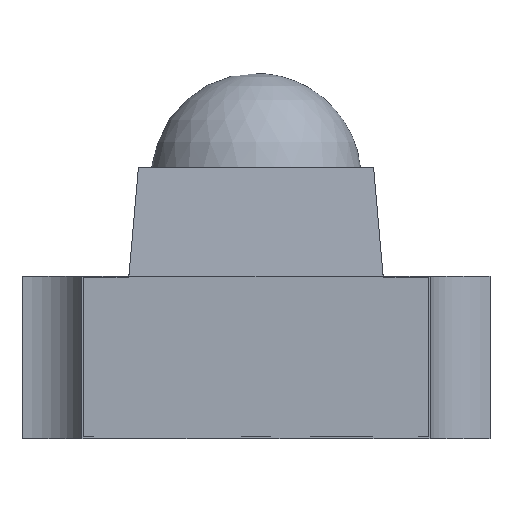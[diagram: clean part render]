
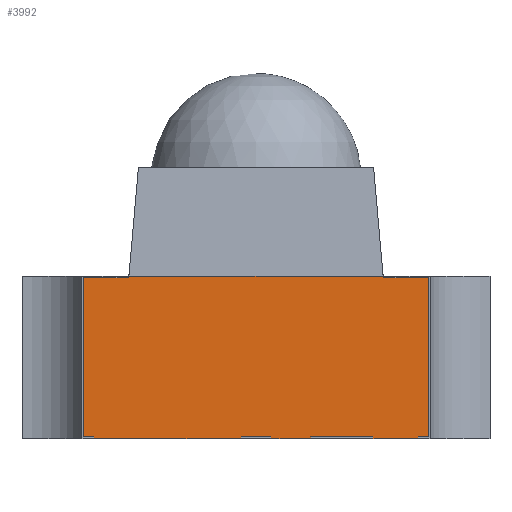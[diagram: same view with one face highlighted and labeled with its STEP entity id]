
A CAD part, front view. The second image highlights one B-rep face of the part: STEP entity #3992.
In plain terms, the highlighted planar face has unit normal (0, -1, 0).
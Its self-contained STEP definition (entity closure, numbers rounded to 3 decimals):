
#133=ORIENTED_EDGE('',*,*,#1118,.T.);
#134=ORIENTED_EDGE('',*,*,#1119,.T.);
#135=ORIENTED_EDGE('',*,*,#1120,.T.);
#136=ORIENTED_EDGE('',*,*,#1121,.T.);
#137=ORIENTED_EDGE('',*,*,#1122,.F.);
#138=ORIENTED_EDGE('',*,*,#1123,.F.);
#139=ORIENTED_EDGE('',*,*,#1124,.T.);
#140=ORIENTED_EDGE('',*,*,#1125,.T.);
#141=ORIENTED_EDGE('',*,*,#1126,.F.);
#142=ORIENTED_EDGE('',*,*,#1127,.F.);
#143=ORIENTED_EDGE('',*,*,#1128,.F.);
#144=ORIENTED_EDGE('',*,*,#1129,.T.);
#145=ORIENTED_EDGE('',*,*,#1130,.F.);
#146=ORIENTED_EDGE('',*,*,#1131,.F.);
#147=ORIENTED_EDGE('',*,*,#1132,.F.);
#148=ORIENTED_EDGE('',*,*,#1133,.F.);
#149=ORIENTED_EDGE('',*,*,#1134,.F.);
#150=ORIENTED_EDGE('',*,*,#1135,.T.);
#151=ORIENTED_EDGE('',*,*,#1136,.T.);
#152=ORIENTED_EDGE('',*,*,#1137,.F.);
#153=ORIENTED_EDGE('',*,*,#1138,.F.);
#154=ORIENTED_EDGE('',*,*,#1139,.T.);
#155=ORIENTED_EDGE('',*,*,#1140,.T.);
#156=ORIENTED_EDGE('',*,*,#1141,.F.);
#157=ORIENTED_EDGE('',*,*,#1142,.T.);
#158=ORIENTED_EDGE('',*,*,#1143,.T.);
#159=ORIENTED_EDGE('',*,*,#1144,.T.);
#160=ORIENTED_EDGE('',*,*,#1145,.F.);
#1118=EDGE_CURVE('',#1610,#1611,#1940,.T.);
#1119=EDGE_CURVE('',#1611,#1612,#1941,.T.);
#1120=EDGE_CURVE('',#1612,#1613,#1942,.T.);
#1121=EDGE_CURVE('',#1613,#1614,#1943,.T.);
#1122=EDGE_CURVE('',#1615,#1614,#1944,.T.);
#1123=EDGE_CURVE('',#1616,#1615,#1945,.T.);
#1124=EDGE_CURVE('',#1616,#1617,#1946,.T.);
#1125=EDGE_CURVE('',#1617,#1618,#1947,.T.);
#1126=EDGE_CURVE('',#1619,#1618,#1948,.T.);
#1127=EDGE_CURVE('',#1620,#1619,#1949,.T.);
#1128=EDGE_CURVE('',#1621,#1620,#1950,.T.);
#1129=EDGE_CURVE('',#1621,#1622,#1951,.T.);
#1130=EDGE_CURVE('',#1623,#1622,#1952,.T.);
#1131=EDGE_CURVE('',#1624,#1623,#1953,.T.);
#1132=EDGE_CURVE('',#1625,#1624,#1954,.T.);
#1133=EDGE_CURVE('',#1626,#1625,#1955,.T.);
#1134=EDGE_CURVE('',#1627,#1626,#1956,.T.);
#1135=EDGE_CURVE('',#1627,#1628,#1957,.T.);
#1136=EDGE_CURVE('',#1628,#1629,#1958,.T.);
#1137=EDGE_CURVE('',#1630,#1629,#1959,.T.);
#1138=EDGE_CURVE('',#1631,#1630,#1960,.T.);
#1139=EDGE_CURVE('',#1631,#1632,#1961,.T.);
#1140=EDGE_CURVE('',#1632,#1633,#1962,.T.);
#1141=EDGE_CURVE('',#1634,#1633,#1963,.T.);
#1142=EDGE_CURVE('',#1634,#1635,#1964,.T.);
#1143=EDGE_CURVE('',#1635,#1636,#1965,.T.);
#1144=EDGE_CURVE('',#1636,#1637,#1966,.T.);
#1145=EDGE_CURVE('',#1610,#1637,#1967,.T.);
#1610=VERTEX_POINT('',#5395);
#1611=VERTEX_POINT('',#5396);
#1612=VERTEX_POINT('',#5398);
#1613=VERTEX_POINT('',#5400);
#1614=VERTEX_POINT('',#5402);
#1615=VERTEX_POINT('',#5404);
#1616=VERTEX_POINT('',#5406);
#1617=VERTEX_POINT('',#5408);
#1618=VERTEX_POINT('',#5410);
#1619=VERTEX_POINT('',#5412);
#1620=VERTEX_POINT('',#5414);
#1621=VERTEX_POINT('',#5416);
#1622=VERTEX_POINT('',#5418);
#1623=VERTEX_POINT('',#5420);
#1624=VERTEX_POINT('',#5422);
#1625=VERTEX_POINT('',#5424);
#1626=VERTEX_POINT('',#5426);
#1627=VERTEX_POINT('',#5428);
#1628=VERTEX_POINT('',#5430);
#1629=VERTEX_POINT('',#5432);
#1630=VERTEX_POINT('',#5434);
#1631=VERTEX_POINT('',#5436);
#1632=VERTEX_POINT('',#5438);
#1633=VERTEX_POINT('',#5440);
#1634=VERTEX_POINT('',#5442);
#1635=VERTEX_POINT('',#5444);
#1636=VERTEX_POINT('',#5446);
#1637=VERTEX_POINT('',#5448);
#1940=LINE('',#5394,#2408);
#1941=LINE('',#5397,#2409);
#1942=LINE('',#5399,#2410);
#1943=LINE('',#5401,#2411);
#1944=LINE('',#5403,#2412);
#1945=LINE('',#5405,#2413);
#1946=LINE('',#5407,#2414);
#1947=LINE('',#5409,#2415);
#1948=LINE('',#5411,#2416);
#1949=LINE('',#5413,#2417);
#1950=LINE('',#5415,#2418);
#1951=LINE('',#5417,#2419);
#1952=LINE('',#5419,#2420);
#1953=LINE('',#5421,#2421);
#1954=LINE('',#5423,#2422);
#1955=LINE('',#5425,#2423);
#1956=LINE('',#5427,#2424);
#1957=LINE('',#5429,#2425);
#1958=LINE('',#5431,#2426);
#1959=LINE('',#5433,#2427);
#1960=LINE('',#5435,#2428);
#1961=LINE('',#5437,#2429);
#1962=LINE('',#5439,#2430);
#1963=LINE('',#5441,#2431);
#1964=LINE('',#5443,#2432);
#1965=LINE('',#5445,#2433);
#1966=LINE('',#5447,#2434);
#1967=LINE('',#5449,#2435);
#2408=VECTOR('',#4464,1000.);
#2409=VECTOR('',#4465,1000.);
#2410=VECTOR('',#4466,1000.);
#2411=VECTOR('',#4467,1000.);
#2412=VECTOR('',#4468,1000.);
#2413=VECTOR('',#4469,1000.);
#2414=VECTOR('',#4470,1000.);
#2415=VECTOR('',#4471,1000.);
#2416=VECTOR('',#4472,1000.);
#2417=VECTOR('',#4473,1000.);
#2418=VECTOR('',#4474,1000.);
#2419=VECTOR('',#4475,1000.);
#2420=VECTOR('',#4476,1000.);
#2421=VECTOR('',#4477,1000.);
#2422=VECTOR('',#4478,1000.);
#2423=VECTOR('',#4479,1000.);
#2424=VECTOR('',#4480,1000.);
#2425=VECTOR('',#4481,1000.);
#2426=VECTOR('',#4482,1000.);
#2427=VECTOR('',#4483,1000.);
#2428=VECTOR('',#4484,1000.);
#2429=VECTOR('',#4485,1000.);
#2430=VECTOR('',#4486,1000.);
#2431=VECTOR('',#4487,1000.);
#2432=VECTOR('',#4488,1000.);
#2433=VECTOR('',#4489,1000.);
#2434=VECTOR('',#4490,1000.);
#2435=VECTOR('',#4491,1000.);
#2826=EDGE_LOOP('',(#133,#134,#135,#136,#137,#138,#139,#140,#141,#142,#143,
#144,#145,#146,#147,#148,#149,#150,#151,#152,#153,#154,#155,#156,#157,#158,
#159,#160));
#3006=FACE_BOUND('',#2826,.T.);
#3185=PLANE('',#4195);
#3992=ADVANCED_FACE('',(#3006),#3185,.F.);
#4195=AXIS2_PLACEMENT_3D('',#5393,#4462,#4463);
#4462=DIRECTION('',(0.,1.,0.));
#4463=DIRECTION('',(0.,0.,1.));
#4464=DIRECTION('',(1.,0.,0.));
#4465=DIRECTION('',(0.,0.,1.));
#4466=DIRECTION('',(-1.,0.,0.));
#4467=DIRECTION('',(0.,0.,1.));
#4468=DIRECTION('',(1.,0.,0.));
#4469=DIRECTION('',(0.,0.,1.));
#4470=DIRECTION('',(-1.,0.,0.));
#4471=DIRECTION('',(0.,0.,1.));
#4472=DIRECTION('',(1.,0.,0.));
#4473=DIRECTION('',(0.,0.,1.));
#4474=DIRECTION('',(1.,0.,0.));
#4475=DIRECTION('',(0.,0.,1.));
#4476=DIRECTION('',(1.,0.,0.));
#4477=DIRECTION('',(0.,0.,1.));
#4478=DIRECTION('',(1.,0.,0.));
#4479=DIRECTION('',(0.,0.,1.));
#4480=DIRECTION('',(-1.,0.,0.));
#4481=DIRECTION('',(0.,0.,-1.));
#4482=DIRECTION('',(1.,0.,0.));
#4483=DIRECTION('',(0.,0.,-1.));
#4484=DIRECTION('',(-1.,0.,0.));
#4485=DIRECTION('',(0.,0.,-1.));
#4486=DIRECTION('',(1.,0.,0.));
#4487=DIRECTION('',(0.,0.,-1.));
#4488=DIRECTION('',(1.,0.,0.));
#4489=DIRECTION('',(0.,0.,-1.));
#4490=DIRECTION('',(1.,0.,0.));
#4491=DIRECTION('',(0.,0.,-1.));
#5393=CARTESIAN_POINT('',(-1.115,-0.8,1.04));
#5394=CARTESIAN_POINT('',(1.04,-0.8,0.01));
#5395=CARTESIAN_POINT('',(1.04,-0.8,0.01));
#5396=CARTESIAN_POINT('',(1.105,-0.8,0.01));
#5397=CARTESIAN_POINT('',(1.105,-0.8,0.));
#5398=CARTESIAN_POINT('',(1.105,-0.8,1.03));
#5399=CARTESIAN_POINT('',(1.115,-0.8,1.03));
#5400=CARTESIAN_POINT('',(0.891,-0.8,1.03));
#5401=CARTESIAN_POINT('',(0.891,-0.8,1.03));
#5402=CARTESIAN_POINT('',(0.891,-0.8,1.04));
#5403=CARTESIAN_POINT('',(-1.115,-0.8,1.04));
#5404=CARTESIAN_POINT('',(0.89,-0.8,1.04));
#5405=CARTESIAN_POINT('',(0.89,-0.8,1.03));
#5406=CARTESIAN_POINT('',(0.89,-0.8,1.03));
#5407=CARTESIAN_POINT('',(0.89,-0.8,1.03));
#5408=CARTESIAN_POINT('',(0.815,-0.8,1.03));
#5409=CARTESIAN_POINT('',(0.815,-0.8,1.03));
#5410=CARTESIAN_POINT('',(0.815,-0.8,1.04));
#5411=CARTESIAN_POINT('',(-1.115,-0.8,1.04));
#5412=CARTESIAN_POINT('',(-0.815,-0.8,1.04));
#5413=CARTESIAN_POINT('',(-0.815,-0.8,1.03));
#5414=CARTESIAN_POINT('',(-0.815,-0.8,1.03));
#5415=CARTESIAN_POINT('',(-0.89,-0.8,1.03));
#5416=CARTESIAN_POINT('',(-0.89,-0.8,1.03));
#5417=CARTESIAN_POINT('',(-0.89,-0.8,1.03));
#5418=CARTESIAN_POINT('',(-0.89,-0.8,1.04));
#5419=CARTESIAN_POINT('',(-1.115,-0.8,1.04));
#5420=CARTESIAN_POINT('',(-0.891,-0.8,1.04));
#5421=CARTESIAN_POINT('',(-0.891,-0.8,1.03));
#5422=CARTESIAN_POINT('',(-0.891,-0.8,1.03));
#5423=CARTESIAN_POINT('',(-1.115,-0.8,1.03));
#5424=CARTESIAN_POINT('',(-1.105,-0.8,1.03));
#5425=CARTESIAN_POINT('',(-1.105,-0.8,0.));
#5426=CARTESIAN_POINT('',(-1.105,-0.8,0.01));
#5427=CARTESIAN_POINT('',(-1.04,-0.8,0.01));
#5428=CARTESIAN_POINT('',(-1.04,-0.8,0.01));
#5429=CARTESIAN_POINT('',(-1.04,-0.8,0.01));
#5430=CARTESIAN_POINT('',(-1.04,-0.8,0.));
#5431=CARTESIAN_POINT('',(-1.115,-0.8,0.));
#5432=CARTESIAN_POINT('',(-0.095,-0.8,0.));
#5433=CARTESIAN_POINT('',(-0.095,-0.8,0.01));
#5434=CARTESIAN_POINT('',(-0.095,-0.8,0.01));
#5435=CARTESIAN_POINT('',(-0.095,-0.8,0.01));
#5436=CARTESIAN_POINT('',(0.095,-0.8,0.01));
#5437=CARTESIAN_POINT('',(0.095,-0.8,0.01));
#5438=CARTESIAN_POINT('',(0.095,-0.8,0.));
#5439=CARTESIAN_POINT('',(-1.115,-0.8,0.));
#5440=CARTESIAN_POINT('',(0.35,-0.8,0.));
#5441=CARTESIAN_POINT('',(0.35,-0.8,0.01));
#5442=CARTESIAN_POINT('',(0.35,-0.8,0.01));
#5443=CARTESIAN_POINT('',(0.35,-0.8,0.01));
#5444=CARTESIAN_POINT('',(0.75,-0.8,0.01));
#5445=CARTESIAN_POINT('',(0.75,-0.8,0.01));
#5446=CARTESIAN_POINT('',(0.75,-0.8,0.));
#5447=CARTESIAN_POINT('',(-1.115,-0.8,0.));
#5448=CARTESIAN_POINT('',(1.04,-0.8,0.));
#5449=CARTESIAN_POINT('',(1.04,-0.8,0.01));
